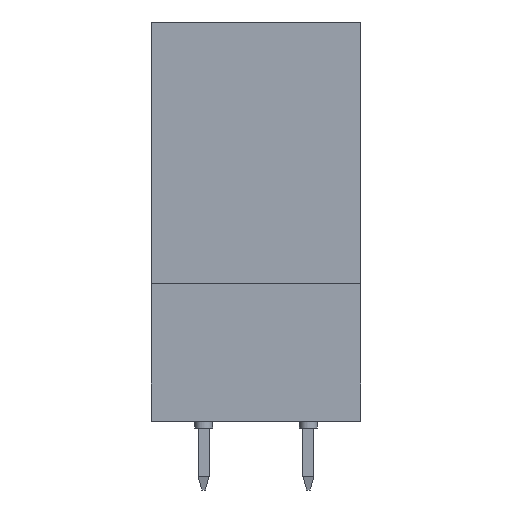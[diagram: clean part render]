
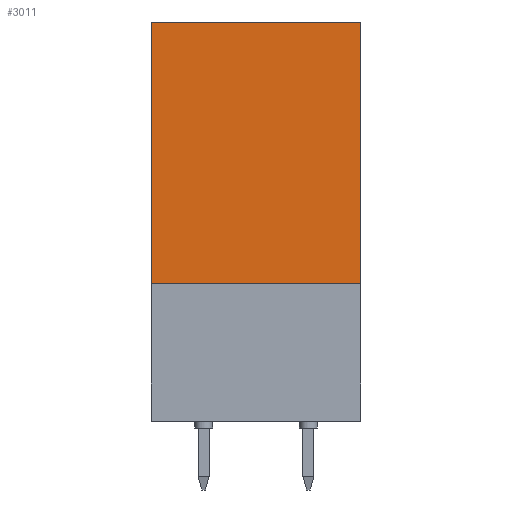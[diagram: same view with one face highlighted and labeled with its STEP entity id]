
A CAD part, front view. The second image highlights one B-rep face of the part: STEP entity #3011.
In plain terms, the highlighted planar face has unit normal (0, -1, 0).
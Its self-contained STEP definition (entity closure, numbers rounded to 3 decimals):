
#333=LINE('',#4805,#702);
#334=LINE('',#4808,#703);
#335=LINE('',#4810,#704);
#336=LINE('',#4811,#705);
#702=VECTOR('',#3965,15.22);
#703=VECTOR('',#3968,19.);
#704=VECTOR('',#3969,19.);
#705=VECTOR('',#3970,15.22);
#923=PLANE('',#3240);
#1110=FACE_OUTER_BOUND('',#1292,.T.);
#1292=EDGE_LOOP('',(#2696,#2697,#2698,#2699));
#1587=VERTEX_POINT('',#4799);
#1589=VERTEX_POINT('',#4803);
#1590=VERTEX_POINT('',#4807);
#1591=VERTEX_POINT('',#4809);
#1976=EDGE_CURVE('',#1587,#1589,#333,.T.);
#1977=EDGE_CURVE('',#1587,#1590,#334,.T.);
#1978=EDGE_CURVE('',#1591,#1589,#335,.T.);
#1979=EDGE_CURVE('',#1590,#1591,#336,.T.);
#2696=ORIENTED_EDGE('',*,*,#1977,.F.);
#2697=ORIENTED_EDGE('',*,*,#1976,.T.);
#2698=ORIENTED_EDGE('',*,*,#1978,.F.);
#2699=ORIENTED_EDGE('',*,*,#1979,.F.);
#3011=ADVANCED_FACE('',(#1110),#923,.T.);
#3240=AXIS2_PLACEMENT_3D('',#4806,#3966,#3967);
#3965=DIRECTION('',(1.,0.,0.));
#3966=DIRECTION('center_axis',(0.,-1.,0.));
#3967=DIRECTION('ref_axis',(0.,0.,-1.));
#3968=DIRECTION('',(0.,0.,1.));
#3969=DIRECTION('',(0.,0.,-1.));
#3970=DIRECTION('',(1.,0.,0.));
#4799=CARTESIAN_POINT('',(-7.61,-6.41,10.));
#4803=CARTESIAN_POINT('',(7.61,-6.41,10.));
#4805=CARTESIAN_POINT('',(-7.61,-6.41,10.));
#4806=CARTESIAN_POINT('Origin',(-7.61,-6.41,29.));
#4807=CARTESIAN_POINT('',(-7.61,-6.41,29.));
#4808=CARTESIAN_POINT('',(-7.61,-6.41,10.));
#4809=CARTESIAN_POINT('',(7.61,-6.41,29.));
#4810=CARTESIAN_POINT('',(7.61,-6.41,10.));
#4811=CARTESIAN_POINT('',(-7.61,-6.41,29.));
